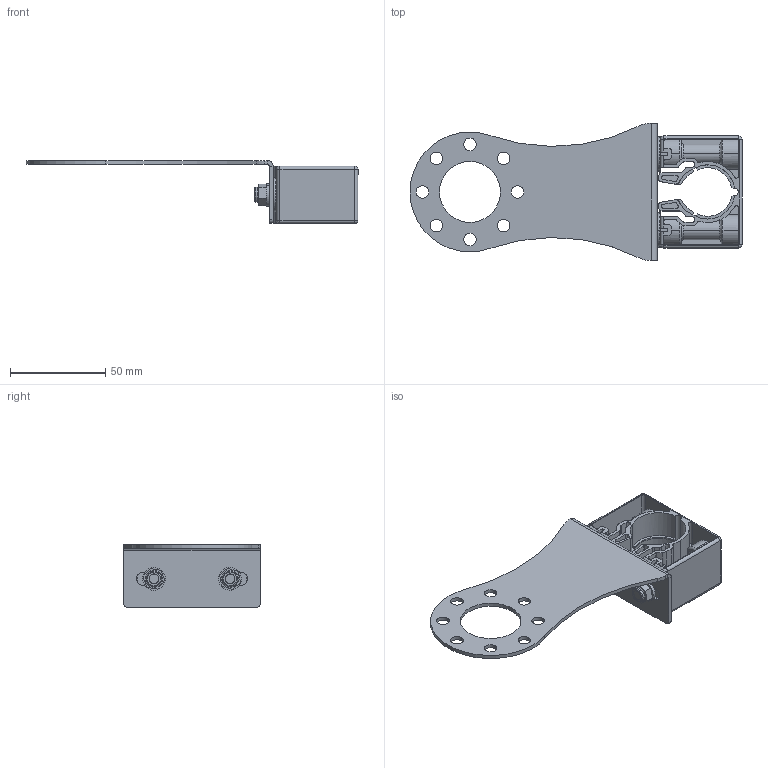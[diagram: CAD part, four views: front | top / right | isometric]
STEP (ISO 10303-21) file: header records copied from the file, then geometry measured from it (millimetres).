
FILE_DESCRIPTION (( 'STEP AP203' ), '1' );
FILE_NAME ('P8243-1.STEP', '2020-11-18T13:59:07', ( '' ), ( '' ), 'SwSTEP 2.0', 'SolidWorks 2019', '' );
FILE_SCHEMA (( 'CONFIG_CONTROL_DESIGN' ));
Length unit declared in the file: millimetre
Products named in the file (1): P8243-1
Bounding box: 174.5 x 72 x 33 mm (x, y, z)
Volume: 43660.4 mm3; surface area: 46733.5 mm2
Topology: 10 solids, 10 shells, 584 faces, 1541 edges, 1010 vertices
Faces by surface type: plane 254, cylinder 226, bspline 68, torus 28, cone 8
Entity records: 22002 total; most frequent: CARTESIAN_POINT 7597, ORIENTED_EDGE 3082, DIRECTION 2855, EDGE_CURVE 1541, AXIS2_PLACEMENT_3D 1013, VERTEX_POINT 1010, VECTOR 829, LINE 829
